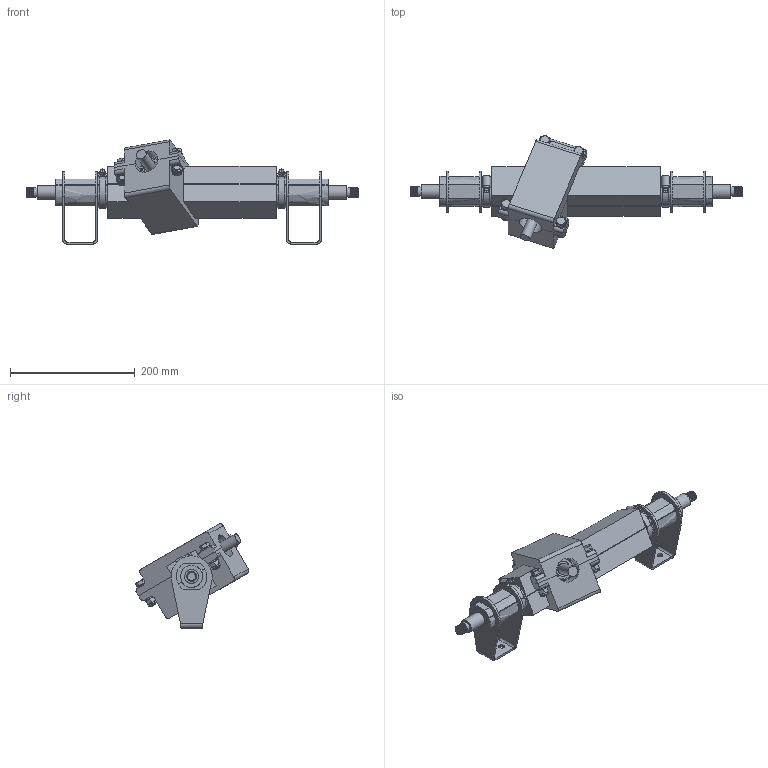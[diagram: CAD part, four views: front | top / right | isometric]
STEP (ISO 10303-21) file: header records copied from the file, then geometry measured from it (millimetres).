
FILE_DESCRIPTION(('FreeCAD Model'),'2;1');
FILE_NAME('Open CASCADE Shape Model','2025-05-04T20:16:46',('FreeCAD'),( 'FreeCAD'),'Open CASCADE STEP processor 7.6','FreeCAD','Unknown');
FILE_SCHEMA(('AUTOMOTIVE_DESIGN { 1 0 10303 214 1 1 1 1 }'));
Products named in the file (1): Open CASCADE STEP translator 7.6 1
Bounding box: 531.3 x 181.11 x 166.85 mm (x, y, z)
Volume: 1780078.4 mm3; surface area: 425335.1 mm2
Topology: 108 solids, 114 shells, 1707 faces, 4099 edges, 2674 vertices
Faces by surface type: bspline 1707
Entity records: 56998 total; most frequent: CARTESIAN_POINT 32448, ORIENTED_EDGE 7998, EDGE_CURVE 3999, B_SPLINE_CURVE_WITH_KNOTS 2849, VERTEX_POINT 2640, FACE_BOUND 1949, EDGE_LOOP 1917, ADVANCED_FACE 1706
